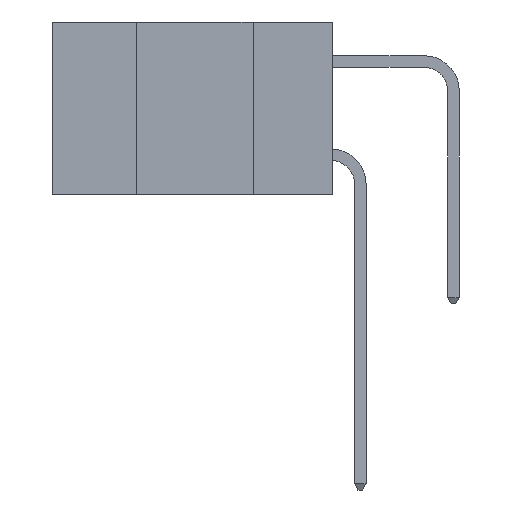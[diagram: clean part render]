
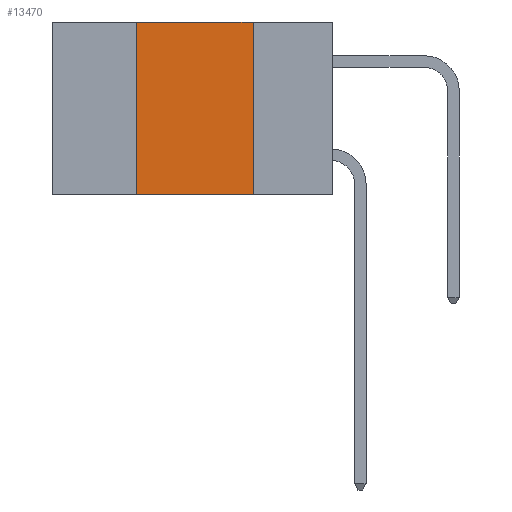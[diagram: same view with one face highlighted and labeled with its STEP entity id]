
A CAD part, left-side view. The second image highlights one B-rep face of the part: STEP entity #13470.
In plain terms, the highlighted planar face has unit normal (-1, 0, 0).
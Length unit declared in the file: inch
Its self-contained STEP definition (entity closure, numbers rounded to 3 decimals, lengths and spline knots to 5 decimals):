
#330 = CARTESIAN_POINT ( 'NONE',  ( 0., 0.42, -0.37 ) ) ;
#2360 = LINE ( 'NONE', #10214, #22511 ) ;
#2575 = FACE_OUTER_BOUND ( 'NONE', #19621, .T. ) ;
#3838 = VERTEX_POINT ( 'NONE', #12178 ) ;
#5598 = ORIENTED_EDGE ( 'NONE', *, *, #6097, .F. ) ;
#6097 = EDGE_CURVE ( 'NONE', #3838, #21457, #2360, .T. ) ;
#7059 = AXIS2_PLACEMENT_3D ( 'NONE', #9290, #22370, #11160 ) ;
#8510 = VECTOR ( 'NONE', #15490, 39.37008 ) ;
#9164 = CARTESIAN_POINT ( 'NONE',  ( 0., 0.42, -0.37 ) ) ;
#9290 = CARTESIAN_POINT ( 'NONE',  ( 0., 0.6, 0. ) ) ;
#9297 = VECTOR ( 'NONE', #24053, 39.37008 ) ;
#9341 = CARTESIAN_POINT ( 'NONE',  ( 0., 0.6, -0.37 ) ) ;
#10214 = CARTESIAN_POINT ( 'NONE',  ( 0., 0.17, -0.37 ) ) ;
#11160 = DIRECTION ( 'NONE',  ( 0., 0., -1. ) ) ;
#11282 = ORIENTED_EDGE ( 'NONE', *, *, #11534, .F. ) ;
#11534 = EDGE_CURVE ( 'NONE', #17732, #3838, #12889, .T. ) ;
#12064 = DIRECTION ( 'NONE',  ( 0., 0., -1. ) ) ;
#12178 = CARTESIAN_POINT ( 'NONE',  ( 0., 0.17, 0. ) ) ;
#12749 = ORIENTED_EDGE ( 'NONE', *, *, #16122, .T. ) ;
#12889 = LINE ( 'NONE', #21067, #8510 ) ;
#13470 = ADVANCED_FACE ( 'NONE', ( #2575 ), #14837, .F. ) ;
#14837 = PLANE ( 'NONE',  #7059 ) ;
#14846 = LINE ( 'NONE', #9164, #9297 ) ;
#15490 = DIRECTION ( 'NONE',  ( 0., -1., 0. ) ) ;
#16122 = EDGE_CURVE ( 'NONE', #22475, #21457, #17999, .T. ) ;
#17412 = VECTOR ( 'NONE', #20577, 39.37008 ) ;
#17732 = VERTEX_POINT ( 'NONE', #21620 ) ;
#17999 = LINE ( 'NONE', #9341, #17412 ) ;
#18533 = CARTESIAN_POINT ( 'NONE',  ( 0., 0.17, -0.37 ) ) ;
#19621 = EDGE_LOOP ( 'NONE', ( #5598, #11282, #20981, #12749 ) ) ;
#20577 = DIRECTION ( 'NONE',  ( 0., -1., 0. ) ) ;
#20981 = ORIENTED_EDGE ( 'NONE', *, *, #24464, .F. ) ;
#21067 = CARTESIAN_POINT ( 'NONE',  ( 0., 0.6, 0. ) ) ;
#21457 = VERTEX_POINT ( 'NONE', #18533 ) ;
#21620 = CARTESIAN_POINT ( 'NONE',  ( 0., 0.42, 0. ) ) ;
#22370 = DIRECTION ( 'NONE',  ( 1., 0., 0. ) ) ;
#22475 = VERTEX_POINT ( 'NONE', #330 ) ;
#22511 = VECTOR ( 'NONE', #12064, 39.37008 ) ;
#24053 = DIRECTION ( 'NONE',  ( 0., 0., 1. ) ) ;
#24464 = EDGE_CURVE ( 'NONE', #22475, #17732, #14846, .T. ) ;
